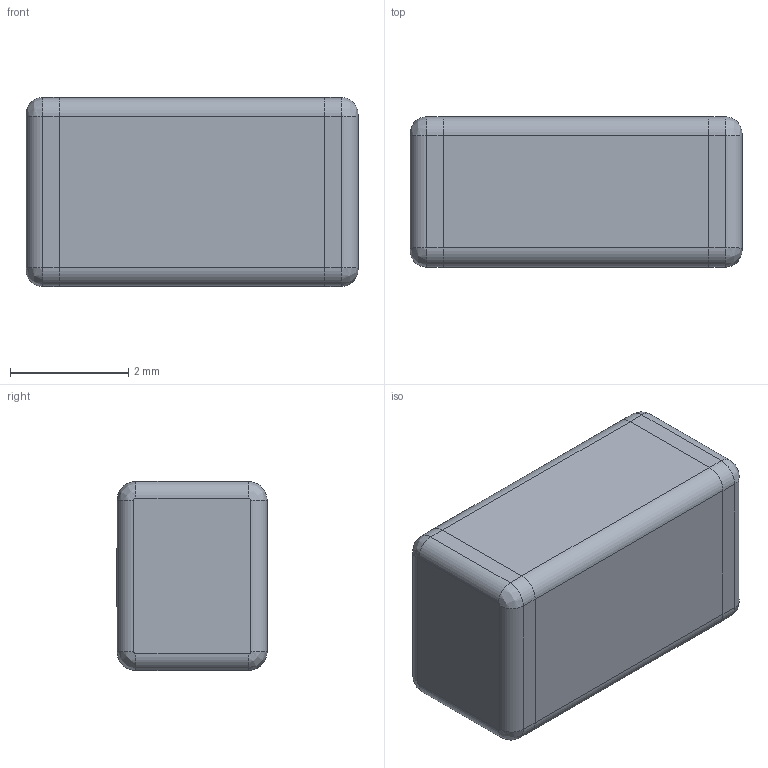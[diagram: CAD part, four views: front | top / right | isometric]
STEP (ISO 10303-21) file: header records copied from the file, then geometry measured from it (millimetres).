
FILE_DESCRIPTION (( 'STEP AP214' ), '1' );
FILE_NAME ('User Library-1812(4532M) Res.STEP', '2014-03-21T15:46:05', ( 'Windows User' ), ( '' ), 'SwSTEP 2.0', 'SolidWorks 2014', '' );
FILE_SCHEMA (( 'AUTOMOTIVE_DESIGN' ));
Length unit declared in the file: inch
Products named in the file (1): User Library-1812(4532M) Res
Bounding box: 5.62 x 2.54 x 3.2 mm (x, y, z)
Volume: 44.8 mm3; surface area: 107 mm2
Topology: 3 solids, 3 shells, 113 faces, 287 edges, 186 vertices
Faces by surface type: bspline 51, plane 42, cylinder 20
Entity records: 6578 total; most frequent: CARTESIAN_POINT 2638, ORIENTED_EDGE 574, DIRECTION 359, EDGE_CURVE 287, VERTEX_POINT 186, LINE 153, VECTOR 153, EDGE_LOOP 119
